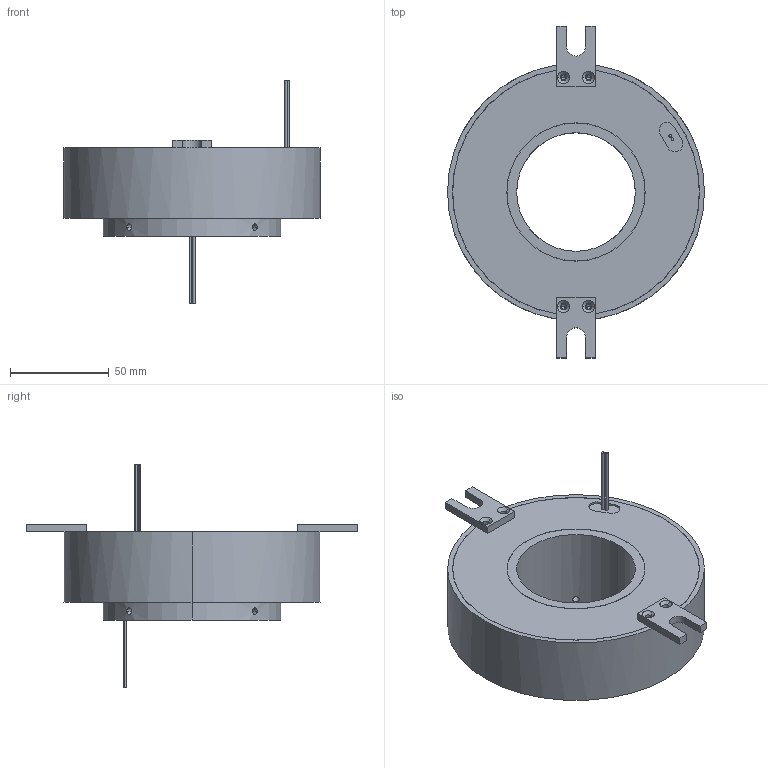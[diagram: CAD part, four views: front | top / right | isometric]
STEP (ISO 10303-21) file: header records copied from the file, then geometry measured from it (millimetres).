
FILE_DESCRIPTION (( 'STEP AP203' ), '1' );
FILE_NAME ('RT60130-S02.STEP', '2020-07-28T10:23:51', ( '微软用户' ), ( '微软中国' ), 'SwSTEP 2.0', 'SolidWorks 2014', '' );
FILE_SCHEMA (( 'CONFIG_CONTROL_DESIGN' ));
Length unit declared in the file: millimetre
Products named in the file (1): RT60130-S02
Bounding box: 130 x 168 x 112.6 mm (x, y, z)
Volume: 406168.1 mm3; surface area: 56335.4 mm2
Topology: 1 solids, 1 shells, 118 faces, 284 edges, 176 vertices
Faces by surface type: cylinder 58, plane 44, cone 16
Entity records: 3877 total; most frequent: CARTESIAN_POINT 987, DIRECTION 618, ORIENTED_EDGE 552, EDGE_CURVE 276, AXIS2_PLACEMENT_3D 239, VERTEX_POINT 176, EDGE_LOOP 148, VECTOR 140
